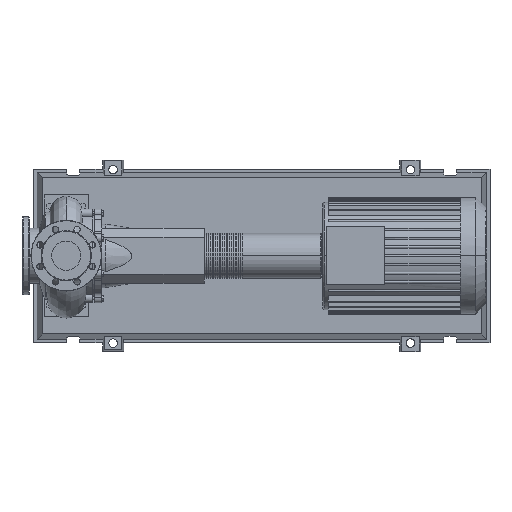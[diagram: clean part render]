
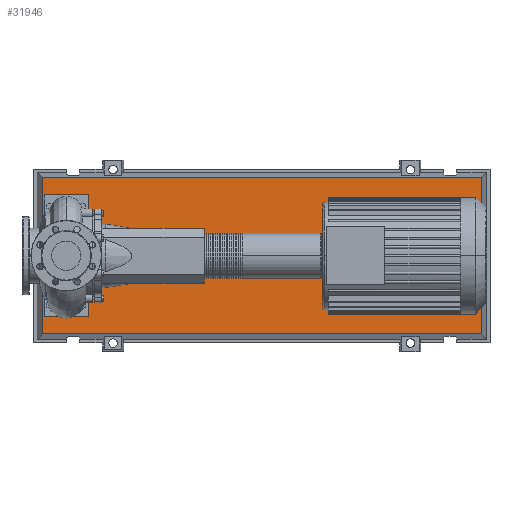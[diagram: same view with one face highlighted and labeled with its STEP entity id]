
A CAD part, top view. The second image highlights one B-rep face of the part: STEP entity #31946.
In plain terms, the highlighted planar face has unit normal (0, 0, 1).
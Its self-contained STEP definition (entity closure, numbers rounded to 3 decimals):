
#31627=CARTESIAN_POINT('',(1172.971,-220.471,103.0));
#31628=VERTEX_POINT('',#31627);
#31635=CARTESIAN_POINT('',(-67.971,-220.471,103.0));
#31636=VERTEX_POINT('',#31635);
#31637=CARTESIAN_POINT('',(1172.971,-220.471,103.0));
#31638=DIRECTION('',(-1.0,0.0,0.0));
#31639=VECTOR('',#31638,1240.941);
#31640=LINE('',#31637,#31639);
#31641=EDGE_CURVE('',#31628,#31636,#31640,.T.);
#31859=CARTESIAN_POINT('',(1172.971,220.471,103.0));
#31860=VERTEX_POINT('',#31859);
#31861=CARTESIAN_POINT('',(1172.971,220.471,103.0));
#31862=DIRECTION('',(0.0,-1.0,0.0));
#31863=VECTOR('',#31862,440.941);
#31864=LINE('',#31861,#31863);
#31865=EDGE_CURVE('',#31860,#31628,#31864,.T.);
#31883=CARTESIAN_POINT('',(-67.971,220.471,103.0));
#31884=VERTEX_POINT('',#31883);
#31885=CARTESIAN_POINT('',(-67.971,-220.471,103.0));
#31886=DIRECTION('',(0.0,1.0,0.0));
#31887=VECTOR('',#31886,440.941);
#31888=LINE('',#31885,#31887);
#31889=EDGE_CURVE('',#31636,#31884,#31888,.T.);
#31922=CARTESIAN_POINT('',(-67.971,220.471,103.0));
#31923=DIRECTION('',(1.0,0.0,0.0));
#31924=VECTOR('',#31923,1240.941);
#31925=LINE('',#31922,#31924);
#31926=EDGE_CURVE('',#31884,#31860,#31925,.T.);
#31935=CARTESIAN_POINT('',(552.5,0.,103.0));
#31936=DIRECTION('',(0.0,0.0,1.0));
#31937=DIRECTION('',(1.0,0.0,0.0));
#31938=AXIS2_PLACEMENT_3D('',#31935,#31936,#31937);
#31939=PLANE('',#31938);
#31940=ORIENTED_EDGE('',*,*,#31865,.F.);
#31941=ORIENTED_EDGE('',*,*,#31926,.F.);
#31942=ORIENTED_EDGE('',*,*,#31889,.F.);
#31943=ORIENTED_EDGE('',*,*,#31641,.F.);
#31944=EDGE_LOOP('',(#31940,#31941,#31942,#31943));
#31945=FACE_OUTER_BOUND('',#31944,.T.);
#31946=ADVANCED_FACE('',(#31945),#31939,.T.);
